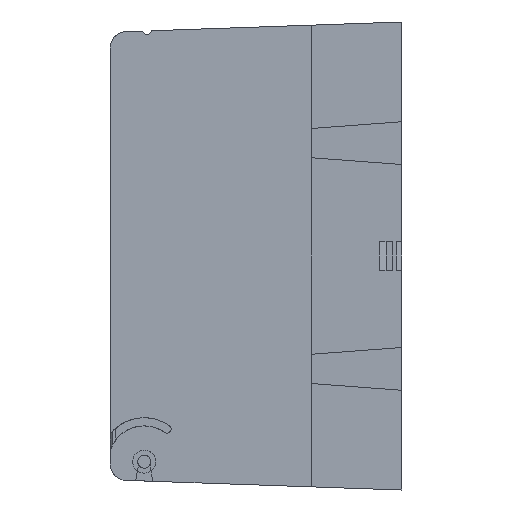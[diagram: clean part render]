
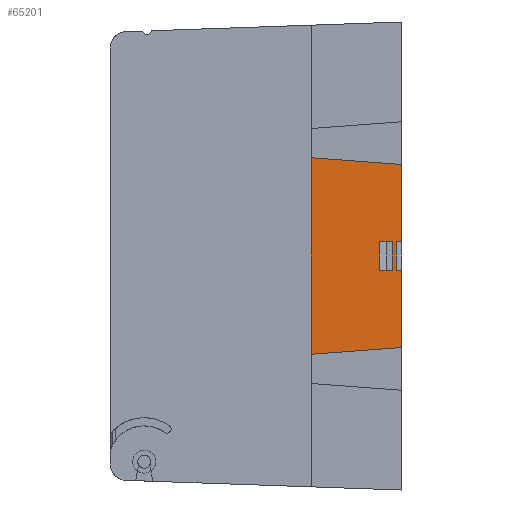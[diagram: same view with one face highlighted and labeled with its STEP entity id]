
A CAD part, left-side view. The second image highlights one B-rep face of the part: STEP entity #65201.
In plain terms, the highlighted planar face has unit normal (1, 0, 0).
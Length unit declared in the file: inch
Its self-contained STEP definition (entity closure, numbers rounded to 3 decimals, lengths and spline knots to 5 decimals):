
#1043 = ORIENTED_EDGE ( 'NONE', *, *, #90029, .T. ) ;
#1656 = ORIENTED_EDGE ( 'NONE', *, *, #31934, .T. ) ;
#2786 = DIRECTION ( 'NONE',  ( 0., 0., -1. ) ) ;
#4813 = EDGE_CURVE ( 'NONE', #14392, #41589, #31560, .T. ) ;
#8552 = CARTESIAN_POINT ( 'NONE',  ( -6.525, 1.1, 6.44233 ) ) ;
#9891 = DIRECTION ( 'NONE',  ( 1., 0., 0. ) ) ;
#10559 = VECTOR ( 'NONE', #12772, 39.37008 ) ;
#11471 = ORIENTED_EDGE ( 'NONE', *, *, #68410, .T. ) ;
#12772 = DIRECTION ( 'NONE',  ( 0., 0.997, -0.074 ) ) ;
#13943 = DIRECTION ( 'NONE',  ( 0., 1., 0. ) ) ;
#13975 = CARTESIAN_POINT ( 'NONE',  ( -6.525, 0.115, 0.175 ) ) ;
#14368 = ORIENTED_EDGE ( 'NONE', *, *, #4813, .T. ) ;
#14392 = VERTEX_POINT ( 'NONE', #83405 ) ;
#14560 = LINE ( 'NONE', #26441, #87504 ) ;
#14886 = VERTEX_POINT ( 'NONE', #16578 ) ;
#16041 = DIRECTION ( 'NONE',  ( 0., 0., 1. ) ) ;
#16144 = CARTESIAN_POINT ( 'NONE',  ( -6.525, 0.115, 6.44233 ) ) ;
#16578 = CARTESIAN_POINT ( 'NONE',  ( -6.525, 0.065, 0.175 ) ) ;
#16653 = VECTOR ( 'NONE', #22049, 39.37008 ) ;
#17230 = EDGE_CURVE ( 'NONE', #59283, #52991, #54034, .T. ) ;
#17763 = LINE ( 'NONE', #19559, #90546 ) ;
#17788 = CARTESIAN_POINT ( 'NONE',  ( -6.525, 0., -1.115 ) ) ;
#18539 = AXIS2_PLACEMENT_3D ( 'NONE', #52659, #9891, #59668 ) ;
#19559 = CARTESIAN_POINT ( 'NONE',  ( -6.525, 0., 6.44233 ) ) ;
#20488 = ORIENTED_EDGE ( 'NONE', *, *, #17230, .T. ) ;
#21553 = EDGE_CURVE ( 'NONE', #41589, #84583, #35709, .T. ) ;
#22049 = DIRECTION ( 'NONE',  ( 0., 1., 0. ) ) ;
#22348 = CARTESIAN_POINT ( 'NONE',  ( -6.525, 0., 0.175 ) ) ;
#22356 = FACE_BOUND ( 'NONE', #26094, .T. ) ;
#24517 = DIRECTION ( 'NONE',  ( 0., 0., -1. ) ) ;
#26094 = EDGE_LOOP ( 'NONE', ( #1656, #58097, #14368, #56166 ) ) ;
#26263 = CARTESIAN_POINT ( 'NONE',  ( -6.525, 0., 0.175 ) ) ;
#26441 = CARTESIAN_POINT ( 'NONE',  ( -6.525, 0., 0.175 ) ) ;
#26476 = CARTESIAN_POINT ( 'NONE',  ( -6.525, 0., 6.44233 ) ) ;
#27580 = VECTOR ( 'NONE', #84631, 39.37008 ) ;
#29151 = CARTESIAN_POINT ( 'NONE',  ( -6.525, 0., -1.115 ) ) ;
#29791 = VECTOR ( 'NONE', #16041, 39.37008 ) ;
#30576 = VECTOR ( 'NONE', #13943, 39.37008 ) ;
#31560 = LINE ( 'NONE', #16144, #29791 ) ;
#31934 = EDGE_CURVE ( 'NONE', #84583, #80627, #42147, .T. ) ;
#32040 = VERTEX_POINT ( 'NONE', #83652 ) ;
#33674 = DIRECTION ( 'NONE',  ( 0., 1., 0. ) ) ;
#33854 = EDGE_CURVE ( 'NONE', #80627, #14392, #51745, .T. ) ;
#35709 = LINE ( 'NONE', #22348, #16653 ) ;
#37649 = VECTOR ( 'NONE', #90340, 39.37008 ) ;
#39042 = ORIENTED_EDGE ( 'NONE', *, *, #52159, .F. ) ;
#39575 = EDGE_CURVE ( 'NONE', #63076, #40134, #50769, .T. ) ;
#40134 = VERTEX_POINT ( 'NONE', #76537 ) ;
#41413 = EDGE_CURVE ( 'NONE', #32040, #63076, #17763, .T. ) ;
#41589 = VERTEX_POINT ( 'NONE', #13975 ) ;
#42147 = LINE ( 'NONE', #89784, #37649 ) ;
#43703 = ORIENTED_EDGE ( 'NONE', *, *, #70387, .T. ) ;
#44364 = LINE ( 'NONE', #77549, #27580 ) ;
#47939 = CARTESIAN_POINT ( 'NONE',  ( -6.525, 0.26794, 0.175 ) ) ;
#50476 = VERTEX_POINT ( 'NONE', #53064 ) ;
#50769 = LINE ( 'NONE', #17788, #10559 ) ;
#51745 = LINE ( 'NONE', #65265, #68089 ) ;
#52159 = EDGE_CURVE ( 'NONE', #32040, #50476, #68192, .T. ) ;
#52362 = PLANE ( 'NONE',  #18539 ) ;
#52407 = ORIENTED_EDGE ( 'NONE', *, *, #39575, .T. ) ;
#52659 = CARTESIAN_POINT ( 'NONE',  ( -6.525, 0., 6.44233 ) ) ;
#52991 = VERTEX_POINT ( 'NONE', #26263 ) ;
#53064 = CARTESIAN_POINT ( 'NONE',  ( -6.525, 0.065, -0.175 ) ) ;
#53971 = DIRECTION ( 'NONE',  ( 0., -0.997, -0.074 ) ) ;
#54034 = LINE ( 'NONE', #26476, #84267 ) ;
#54038 = EDGE_LOOP ( 'NONE', ( #39042, #59670, #52407, #71530, #11471, #20488, #1043, #43703 ) ) ;
#56166 = ORIENTED_EDGE ( 'NONE', *, *, #21553, .T. ) ;
#58097 = ORIENTED_EDGE ( 'NONE', *, *, #33854, .T. ) ;
#59283 = VERTEX_POINT ( 'NONE', #87719 ) ;
#59668 = DIRECTION ( 'NONE',  ( 0., 0., -1. ) ) ;
#59670 = ORIENTED_EDGE ( 'NONE', *, *, #41413, .T. ) ;
#62408 = FACE_OUTER_BOUND ( 'NONE', #54038, .T. ) ;
#63076 = VERTEX_POINT ( 'NONE', #29151 ) ;
#65155 = DIRECTION ( 'NONE',  ( 0., -1., 0. ) ) ;
#65201 = ADVANCED_FACE ( 'NONE', ( #22356, #62408 ), #52362, .T. ) ;
#65265 = CARTESIAN_POINT ( 'NONE',  ( -6.525, 0., -0.175 ) ) ;
#65280 = DIRECTION ( 'NONE',  ( 0., 0., -1. ) ) ;
#68089 = VECTOR ( 'NONE', #65155, 39.37008 ) ;
#68192 = LINE ( 'NONE', #90685, #30576 ) ;
#68410 = EDGE_CURVE ( 'NONE', #89138, #59283, #72677, .T. ) ;
#68953 = LINE ( 'NONE', #8552, #85359 ) ;
#70387 = EDGE_CURVE ( 'NONE', #14886, #50476, #44364, .T. ) ;
#71530 = ORIENTED_EDGE ( 'NONE', *, *, #87679, .F. ) ;
#72677 = LINE ( 'NONE', #88738, #89063 ) ;
#76537 = CARTESIAN_POINT ( 'NONE',  ( -6.525, 1.1, -1.19653 ) ) ;
#77549 = CARTESIAN_POINT ( 'NONE',  ( -6.525, 0.065, 6.44233 ) ) ;
#80627 = VERTEX_POINT ( 'NONE', #91411 ) ;
#83405 = CARTESIAN_POINT ( 'NONE',  ( -6.525, 0.115, -0.175 ) ) ;
#83652 = CARTESIAN_POINT ( 'NONE',  ( -6.525, 0., -0.175 ) ) ;
#84267 = VECTOR ( 'NONE', #2786, 39.37008 ) ;
#84583 = VERTEX_POINT ( 'NONE', #47939 ) ;
#84631 = DIRECTION ( 'NONE',  ( 0., 0., -1. ) ) ;
#85359 = VECTOR ( 'NONE', #65280, 39.37008 ) ;
#87504 = VECTOR ( 'NONE', #33674, 39.37008 ) ;
#87679 = EDGE_CURVE ( 'NONE', #89138, #40134, #68953, .T. ) ;
#87719 = CARTESIAN_POINT ( 'NONE',  ( -6.525, 0., 1.115 ) ) ;
#88738 = CARTESIAN_POINT ( 'NONE',  ( -6.525, 1.1, 1.19653 ) ) ;
#89063 = VECTOR ( 'NONE', #53971, 39.37008 ) ;
#89138 = VERTEX_POINT ( 'NONE', #90246 ) ;
#89784 = CARTESIAN_POINT ( 'NONE',  ( -6.525, 0.26794, 6.44233 ) ) ;
#90029 = EDGE_CURVE ( 'NONE', #52991, #14886, #14560, .T. ) ;
#90246 = CARTESIAN_POINT ( 'NONE',  ( -6.525, 1.1, 1.19653 ) ) ;
#90340 = DIRECTION ( 'NONE',  ( 0., 0., -1. ) ) ;
#90546 = VECTOR ( 'NONE', #24517, 39.37008 ) ;
#90685 = CARTESIAN_POINT ( 'NONE',  ( -6.525, 0., -0.175 ) ) ;
#91411 = CARTESIAN_POINT ( 'NONE',  ( -6.525, 0.26794, -0.175 ) ) ;
